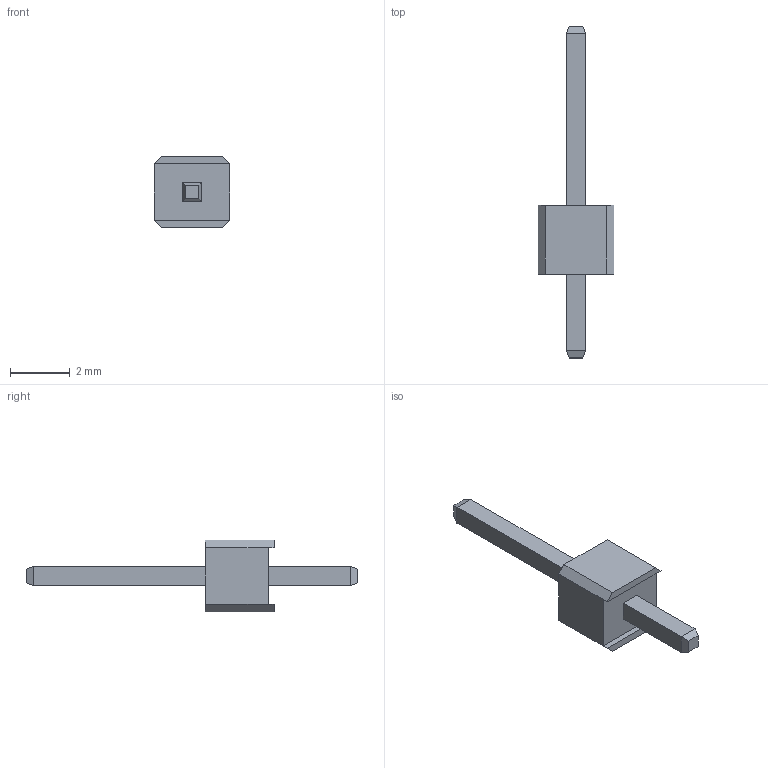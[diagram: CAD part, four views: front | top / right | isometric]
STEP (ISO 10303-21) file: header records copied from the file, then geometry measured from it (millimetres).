
FILE_DESCRIPTION (( 'STEP AP214' ), '1' );
FILE_NAME ('pin - copia.STEP', '2022-02-11T12:58:42', ( '' ), ( '' ), 'SwSTEP 2.0', 'SolidWorks 2017', '' );
FILE_SCHEMA (( 'AUTOMOTIVE_DESIGN' ));
Length unit declared in the file: millimetre
Products named in the file (1): pin - copia
Bounding box: 2.54 x 11.1 x 2.4 mm (x, y, z)
Volume: 16.5 mm3; surface area: 58.1 mm2
Topology: 3 solids, 3 shells, 34 faces, 72 edges, 44 vertices
Faces by surface type: plane 34
Entity records: 932 total; most frequent: CARTESIAN_POINT 151, ORIENTED_EDGE 144, DIRECTION 142, VECTOR 72, EDGE_CURVE 72, LINE 72, VERTEX_POINT 44, AXIS2_PLACEMENT_3D 35
